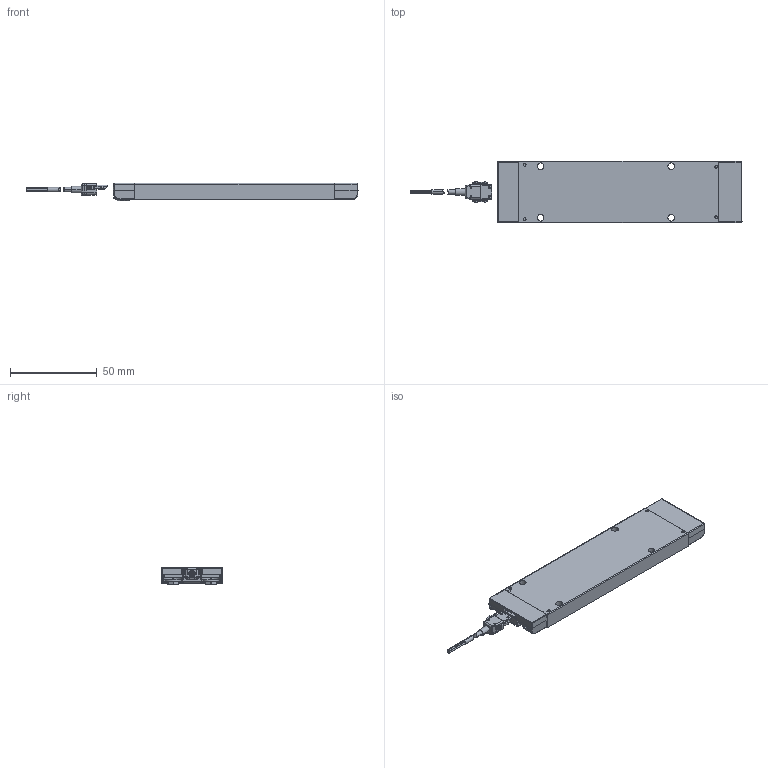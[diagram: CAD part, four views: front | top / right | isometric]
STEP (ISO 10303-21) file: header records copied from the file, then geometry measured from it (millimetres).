
FILE_DESCRIPTION (( 'STEP AP214' ), '1' );
FILE_NAME ('5614_VIA_chassis_w_comm.STEP', '2021-01-05T19:35:24', ( '' ), ( '' ), 'SwSTEP 2.0', 'SolidWorks 2017', '' );
FILE_SCHEMA (( 'AUTOMOTIVE_DESIGN' ));
Length unit declared in the file: millimetre
Products named in the file (1): 5614_VIA_chassis_w_comm
Bounding box: 191.84 x 35.54 x 9.89 mm (x, y, z)
Volume: 49268.7 mm3; surface area: 29501.4 mm2
Topology: 27 solids, 29 shells, 1746 faces, 4556 edges, 2901 vertices
Faces by surface type: cylinder 731, plane 549, bspline 235, cone 206, sphere 25
Entity records: 87589 total; most frequent: CARTESIAN_POINT 41181, ORIENTED_EDGE 9088, DIRECTION 7717, EDGE_CURVE 4544, VERTEX_POINT 2901, AXIS2_PLACEMENT_3D 2846, VECTOR 2025, LINE 2025
